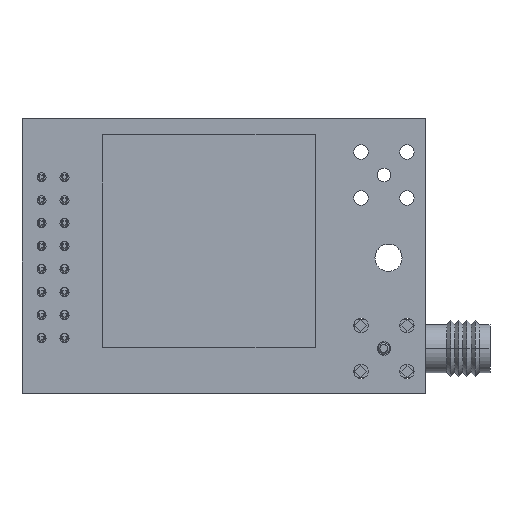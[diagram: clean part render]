
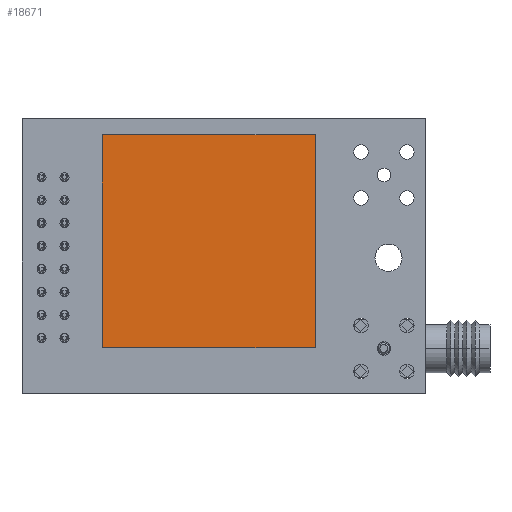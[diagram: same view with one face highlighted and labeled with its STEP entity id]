
A CAD part, top view. The second image highlights one B-rep face of the part: STEP entity #18671.
In plain terms, the highlighted planar face has unit normal (0, 0, 1).
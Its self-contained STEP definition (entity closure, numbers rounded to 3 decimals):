
#18542 = VERTEX_POINT('',#18543);
#18543 = CARTESIAN_POINT('',(11.763,11.763,3.));
#18549 = EDGE_CURVE('',#18542,#18550,#18552,.T.);
#18550 = VERTEX_POINT('',#18551);
#18551 = CARTESIAN_POINT('',(-11.763,11.763,3.));
#18552 = LINE('',#18553,#18554);
#18553 = CARTESIAN_POINT('',(11.763,11.763,3.));
#18554 = VECTOR('',#18555,1.);
#18555 = DIRECTION('',(-1.,0.,0.));
#18580 = EDGE_CURVE('',#18550,#18581,#18583,.T.);
#18581 = VERTEX_POINT('',#18582);
#18582 = CARTESIAN_POINT('',(-11.763,-11.763,3.));
#18583 = LINE('',#18584,#18585);
#18584 = CARTESIAN_POINT('',(-11.763,11.763,3.));
#18585 = VECTOR('',#18586,1.);
#18586 = DIRECTION('',(0.,-1.,0.));
#18611 = EDGE_CURVE('',#18581,#18612,#18614,.T.);
#18612 = VERTEX_POINT('',#18613);
#18613 = CARTESIAN_POINT('',(11.763,-11.763,3.));
#18614 = LINE('',#18615,#18616);
#18615 = CARTESIAN_POINT('',(-11.763,-11.763,3.));
#18616 = VECTOR('',#18617,1.);
#18617 = DIRECTION('',(1.,0.,0.));
#18642 = EDGE_CURVE('',#18612,#18542,#18643,.T.);
#18643 = LINE('',#18644,#18645);
#18644 = CARTESIAN_POINT('',(11.763,-11.763,3.));
#18645 = VECTOR('',#18646,1.);
#18646 = DIRECTION('',(0.,1.,0.));
#18671 = ADVANCED_FACE('',(#18672),#18678,.F.);
#18672 = FACE_BOUND('',#18673,.T.);
#18673 = EDGE_LOOP('',(#18674,#18675,#18676,#18677));
#18674 = ORIENTED_EDGE('',*,*,#18549,.T.);
#18675 = ORIENTED_EDGE('',*,*,#18580,.T.);
#18676 = ORIENTED_EDGE('',*,*,#18611,.T.);
#18677 = ORIENTED_EDGE('',*,*,#18642,.T.);
#18678 = PLANE('',#18679);
#18679 = AXIS2_PLACEMENT_3D('',#18680,#18681,#18682);
#18680 = CARTESIAN_POINT('',(11.763,11.763,3.));
#18681 = DIRECTION('',(0.,0.,-1.));
#18682 = DIRECTION('',(-1.,0.,0.));
